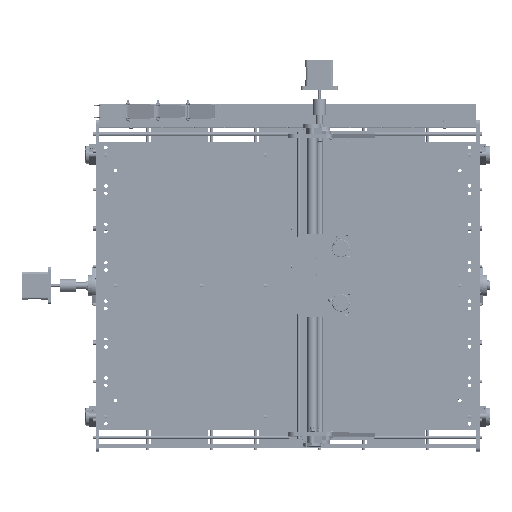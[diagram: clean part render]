
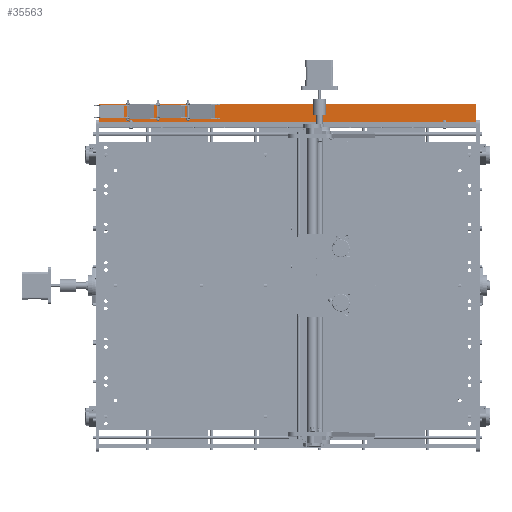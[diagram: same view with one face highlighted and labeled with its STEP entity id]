
A CAD part, top view. The second image highlights one B-rep face of the part: STEP entity #35563.
In plain terms, the highlighted face is planar.
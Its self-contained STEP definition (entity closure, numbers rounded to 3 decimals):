
#3172=PLANE('',#39153);
#5316=LINE('',#79598,#7572);
#5330=LINE('',#79625,#7586);
#5331=LINE('',#79627,#7587);
#5332=LINE('',#79628,#7588);
#7572=VECTOR('',#48318,588.);
#7586=VECTOR('',#48340,588.);
#7587=VECTOR('',#48343,27.);
#7588=VECTOR('',#48344,27.);
#10902=FACE_OUTER_BOUND('',#14128,.T.);
#14128=EDGE_LOOP('',(#32259,#32260,#32261,#32262));
#18961=VERTEX_POINT('',#79595);
#18962=VERTEX_POINT('',#79597);
#18970=VERTEX_POINT('',#79621);
#18971=VERTEX_POINT('',#79623);
#23440=EDGE_CURVE('',#18961,#18962,#5316,.T.);
#23454=EDGE_CURVE('',#18970,#18971,#5330,.T.);
#23455=EDGE_CURVE('',#18961,#18970,#5331,.T.);
#23456=EDGE_CURVE('',#18962,#18971,#5332,.T.);
#32259=ORIENTED_EDGE('',*,*,#23455,.T.);
#32260=ORIENTED_EDGE('',*,*,#23454,.T.);
#32261=ORIENTED_EDGE('',*,*,#23456,.F.);
#32262=ORIENTED_EDGE('',*,*,#23440,.F.);
#35563=ADVANCED_FACE('',(#10902),#3172,.T.);
#39153=AXIS2_PLACEMENT_3D('',#79626,#48341,#48342);
#48318=DIRECTION('',(0.,0.,1.));
#48340=DIRECTION('',(0.,0.,1.));
#48341=DIRECTION('center_axis',(1.,0.,0.));
#48342=DIRECTION('ref_axis',(0.,1.,0.));
#48343=DIRECTION('',(0.,1.,0.));
#48344=DIRECTION('',(0.,1.,0.));
#79595=CARTESIAN_POINT('',(4.82,5.106,0.));
#79597=CARTESIAN_POINT('',(4.82,5.106,588.));
#79598=CARTESIAN_POINT('',(4.82,5.106,0.));
#79621=CARTESIAN_POINT('',(4.82,32.106,0.));
#79623=CARTESIAN_POINT('',(4.82,32.106,588.));
#79625=CARTESIAN_POINT('',(4.82,32.106,0.));
#79626=CARTESIAN_POINT('Origin',(4.82,5.106,0.));
#79627=CARTESIAN_POINT('',(4.82,5.106,0.));
#79628=CARTESIAN_POINT('',(4.82,5.106,588.));
